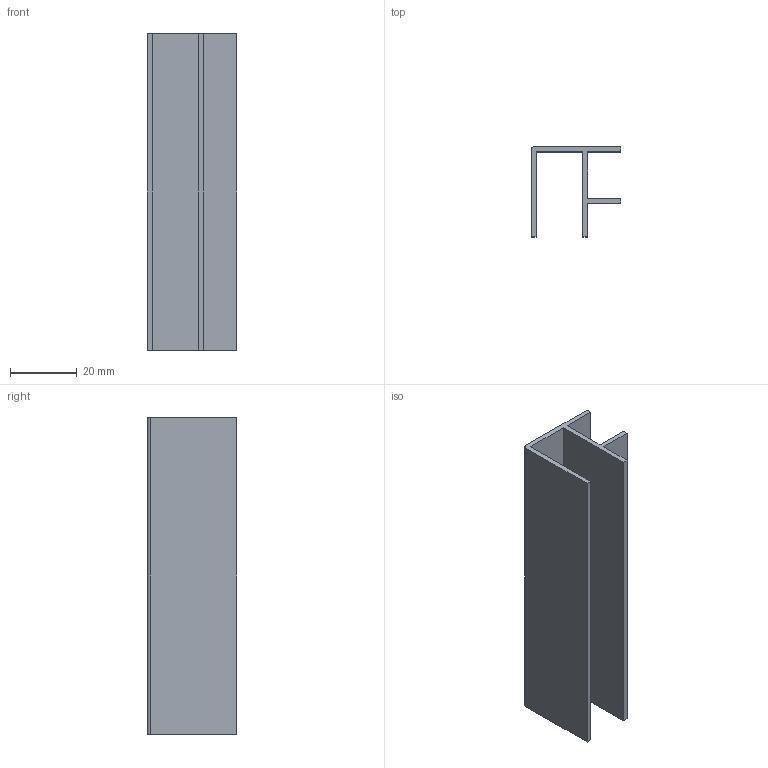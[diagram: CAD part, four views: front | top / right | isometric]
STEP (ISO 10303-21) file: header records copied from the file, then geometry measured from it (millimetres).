
FILE_DESCRIPTION(('STEP AP242'),'1');
FILE_NAME('4041219_V Sockel-Eckblenden H100 schwarz.STP','2024-02-16T09:20:21',(' '),(' '),'Spatial InterOp 3D',' ',' ');
FILE_SCHEMA(('AP242_MANAGED_MODEL_BASED_3D_ENGINEERING_MIM_LF {1 0 10303 442 1 1 4}'));
Length unit declared in the file: millimetre
Products named in the file (2): 4041219_V Sockel-Eckblenden H100 schwarz; ASSEM1
Assembly tree (1 placements, depth 2):
  4041219_V Sockel-Eckblenden H100 schwarz
    ASSEM1
Bounding box: 27 x 27 x 95 mm (x, y, z)
Volume: 12519.6 mm3; surface area: 17227.8 mm2
Topology: 1 solids, 1 shells, 18 faces, 48 edges, 32 vertices
Faces by surface type: plane 16, cylinder 2
Entity records: 605 total; most frequent: CARTESIAN_POINT 100, ORIENTED_EDGE 96, DIRECTION 92, EDGE_CURVE 48, LINE 44, VECTOR 44, VERTEX_POINT 32, AXIS2_PLACEMENT_3D 24
